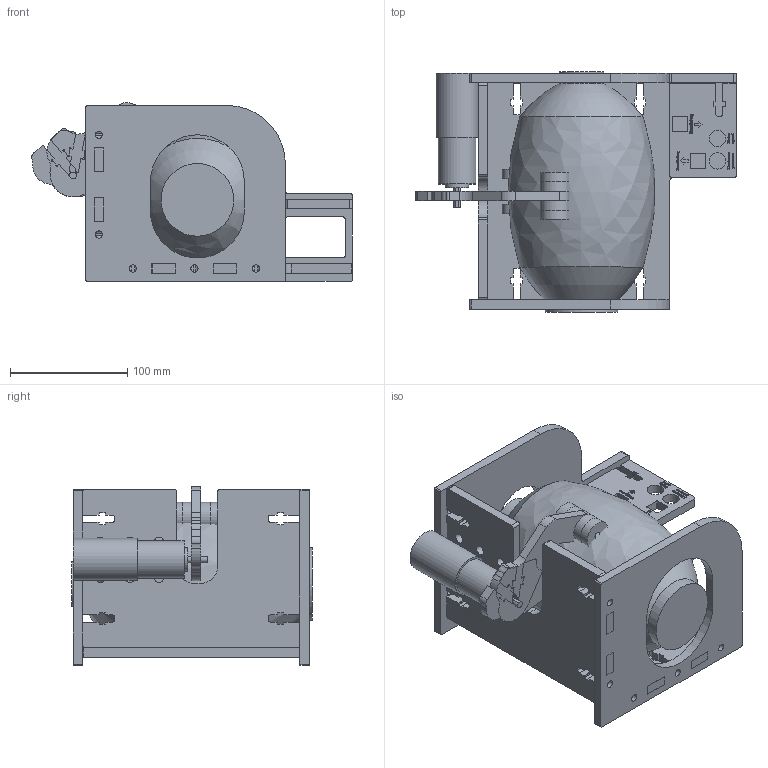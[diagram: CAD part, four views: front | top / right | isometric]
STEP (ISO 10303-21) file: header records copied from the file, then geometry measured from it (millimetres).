
FILE_DESCRIPTION(/* description */ (''),/* implementation_level */ '2;1');
FILE_NAME(/* name */ 'Ventilator assy V1.stp',/* time_stamp */ '2020-03-31T21:49:59+01:00',/* author */ (''),/* organization */ (''),/* preprocessor_version */ 'ST-DEVELOPER v15',/* originating_system */ 'SIEMENS PLM Software NX 8.5',/* authorisation */ '');
FILE_SCHEMA (('AUTOMOTIVE_DESIGN { 1 0 10303 214 3 1 1 1 }'));
Length unit declared in the file: millimetre
Products named in the file (11): arm contact ring; Arduino DJ shield cover V2; DC geared motor 454 0899; Base fins; ambu bag V1; right side small hole; Left side big hole; Base plate; Back plate; Motor arm V2; Ventilator assy V3.2
Assembly tree (15 placements, depth 3):
  Ventilator assy V3.2
    Back plate
    Base plate
    Left side big hole
    right side small hole
    ambu bag V1
    Motor arm V2  x2
      arm contact ring
    Base fins  x2
    DC geared motor 454 0899
    Arduino DJ shield cover V2
Bounding box: 273.2 x 205 x 152.44 mm (x, y, z)
Volume: 1235980.5 mm3; surface area: 456635.8 mm2
Topology: 19 solids, 20 shells, 1400 faces, 3859 edges, 2572 vertices
Faces by surface type: plane 919, cylinder 342, extrusion 133, bspline 6
Full cylindrical faces by diameter (mm): 6 x12, 6.1 x14, 6.35 x1, 8.5 x6, 14 x2, 20 x1, 25 x8, 32 x2, 35.8 x1, 38 x1, 56 x1, 62 x1
Entity records: 44246 total; most frequent: CARTESIAN_POINT 13448, ORIENTED_EDGE 6902, DIRECTION 5256, EDGE_CURVE 3451, VERTEX_POINT 2324, VECTOR 1882, LINE 1749, AXIS2_PLACEMENT_3D 1687
